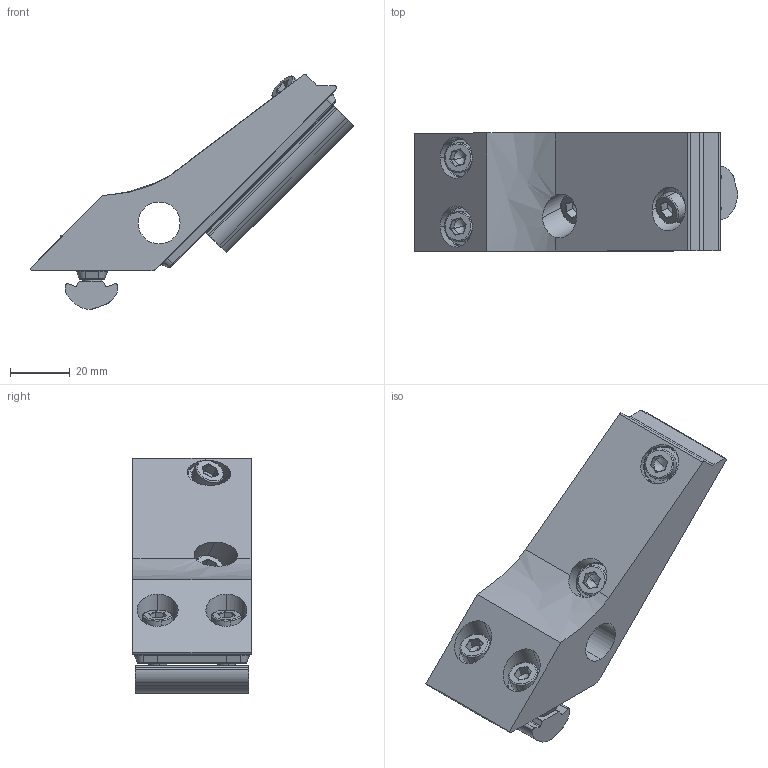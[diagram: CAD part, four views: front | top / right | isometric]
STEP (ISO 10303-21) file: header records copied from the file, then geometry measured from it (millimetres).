
FILE_DESCRIPTION (( 'STEP AP214' ), '1' );
FILE_NAME ('40mm 3-Way Recessed Corner Bracket Kit - Left (40C3W-0431-002-01).STEP', '2023-06-16T12:05:55', ( '' ), ( '' ), 'SwSTEP 2.0', 'SolidWorks 2020', '' );
FILE_SCHEMA (( 'AUTOMOTIVE_DESIGN' ));
Length unit declared in the file: millimetre
Products named in the file (1): 40mm 3-Way Recessed Corner Bracket Kit - Left (40C3W-0431-002-01)
Bounding box: 108.14 x 39.5 x 78.62 mm (x, y, z)
Volume: 82910.5 mm3; surface area: 26745.8 mm2
Topology: 7 solids, 7 shells, 300 faces, 711 edges, 430 vertices
Faces by surface type: cylinder 126, plane 85, cone 48, torus 40, bspline 1
Entity records: 12002 total; most frequent: CARTESIAN_POINT 1687, DIRECTION 1519, ORIENTED_EDGE 1406, EDGE_CURVE 703, AXIS2_PLACEMENT_3D 584, VERTEX_POINT 430, LINE 351, VECTOR 351
